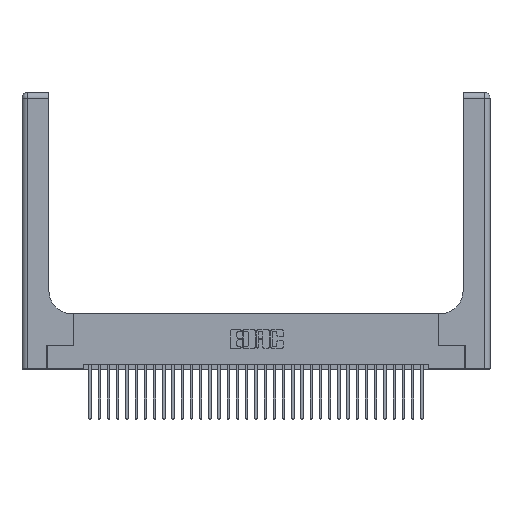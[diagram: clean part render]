
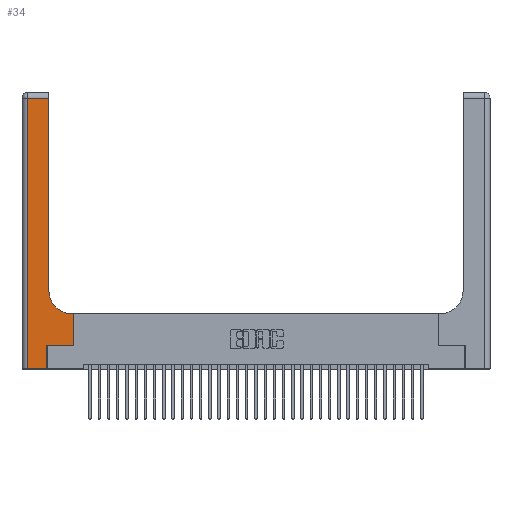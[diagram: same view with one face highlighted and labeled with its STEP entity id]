
A CAD part, top view. The second image highlights one B-rep face of the part: STEP entity #34.
In plain terms, the highlighted planar face has unit normal (0, 0, 1).
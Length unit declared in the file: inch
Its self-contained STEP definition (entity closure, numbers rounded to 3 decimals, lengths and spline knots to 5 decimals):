
#34 = ADVANCED_FACE ( 'NONE', ( #100 ), #8825, .F. ) ;
#100 = FACE_OUTER_BOUND ( 'NONE', #27002, .T. ) ;
#2259 = VERTEX_POINT ( 'NONE', #5555 ) ;
#2530 = CARTESIAN_POINT ( 'NONE',  ( 0.06, 2.94, 0.37 ) ) ;
#2754 = CARTESIAN_POINT ( 'NONE',  ( 0.06, 3., 0.37 ) ) ;
#2821 = EDGE_CURVE ( 'NONE', #9615, #15708, #14644, .T. ) ;
#4320 = LINE ( 'NONE', #17188, #17068 ) ;
#4354 = CARTESIAN_POINT ( 'NONE',  ( 0.5585, 0.6, 0.37 ) ) ;
#5555 = CARTESIAN_POINT ( 'NONE',  ( 0.5585, 0.25, 0.37 ) ) ;
#5740 = VERTEX_POINT ( 'NONE', #22740 ) ;
#5892 = VERTEX_POINT ( 'NONE', #4354 ) ;
#6259 = VECTOR ( 'NONE', #13082, 39.37008 ) ;
#6602 = DIRECTION ( 'NONE',  ( 0., 1., 0. ) ) ;
#7101 = CARTESIAN_POINT ( 'NONE',  ( 0., 3., 0.37 ) ) ;
#7113 = LINE ( 'NONE', #18484, #6259 ) ;
#7224 = DIRECTION ( 'NONE',  ( 0., 0., -1. ) ) ;
#7929 = CARTESIAN_POINT ( 'NONE',  ( 0.2915, 3., 0.37 ) ) ;
#8210 = CARTESIAN_POINT ( 'NONE',  ( 0., 0., 0.37 ) ) ;
#8825 = PLANE ( 'NONE',  #22584 ) ;
#9322 = DIRECTION ( 'NONE',  ( -1., 0., 0. ) ) ;
#9425 = EDGE_CURVE ( 'NONE', #32673, #2259, #9937, .T. ) ;
#9615 = VERTEX_POINT ( 'NONE', #2530 ) ;
#9937 = LINE ( 'NONE', #26202, #30467 ) ;
#10079 = VERTEX_POINT ( 'NONE', #15504 ) ;
#10819 = DIRECTION ( 'NONE',  ( 0., 1., 0. ) ) ;
#10987 = EDGE_CURVE ( 'NONE', #15708, #28713, #25386, .T. ) ;
#11230 = EDGE_CURVE ( 'NONE', #28713, #32673, #24955, .T. ) ;
#11611 = ORIENTED_EDGE ( 'NONE', *, *, #14435, .T. ) ;
#12569 = CARTESIAN_POINT ( 'NONE',  ( 0.5415, 0.85, 0.37 ) ) ;
#12602 = DIRECTION ( 'NONE',  ( -1., 0., 0. ) ) ;
#13082 = DIRECTION ( 'NONE',  ( -1., 0., 0. ) ) ;
#13312 = ORIENTED_EDGE ( 'NONE', *, *, #2821, .T. ) ;
#14435 = EDGE_CURVE ( 'NONE', #10079, #21357, #27706, .T. ) ;
#14644 = LINE ( 'NONE', #2754, #21819 ) ;
#15262 = DIRECTION ( 'NONE',  ( 1., 0., 0. ) ) ;
#15504 = CARTESIAN_POINT ( 'NONE',  ( 0.2915, 0.85, 0.37 ) ) ;
#15708 = VERTEX_POINT ( 'NONE', #30543 ) ;
#17068 = VECTOR ( 'NONE', #25289, 39.37008 ) ;
#17188 = CARTESIAN_POINT ( 'NONE',  ( 0.5585, 0.25, 0.37 ) ) ;
#18381 = ORIENTED_EDGE ( 'NONE', *, *, #31428, .T. ) ;
#18484 = CARTESIAN_POINT ( 'NONE',  ( 0., 2.94, 0.37 ) ) ;
#18677 = VECTOR ( 'NONE', #6602, 39.37008 ) ;
#19078 = EDGE_CURVE ( 'NONE', #5892, #5740, #27856, .T. ) ;
#19117 = VECTOR ( 'NONE', #27025, 39.37008 ) ;
#19222 = ORIENTED_EDGE ( 'NONE', *, *, #19078, .T. ) ;
#20482 = ORIENTED_EDGE ( 'NONE', *, *, #10987, .T. ) ;
#20599 = CARTESIAN_POINT ( 'NONE',  ( 0.2915, 0.6, 0.37 ) ) ;
#21357 = VERTEX_POINT ( 'NONE', #31104 ) ;
#21777 = DIRECTION ( 'NONE',  ( 0., -1., 0. ) ) ;
#21819 = VECTOR ( 'NONE', #21777, 39.37008 ) ;
#21957 = CARTESIAN_POINT ( 'NONE',  ( 0.269, 0.25, 0.37 ) ) ;
#22159 = ORIENTED_EDGE ( 'NONE', *, *, #11230, .T. ) ;
#22494 = CIRCLE ( 'NONE', #33235, 0.25 ) ;
#22584 = AXIS2_PLACEMENT_3D ( 'NONE', #7101, #7224, #9322 ) ;
#22740 = CARTESIAN_POINT ( 'NONE',  ( 0.5415, 0.6, 0.37 ) ) ;
#22842 = CARTESIAN_POINT ( 'NONE',  ( 0.269, 0., 0.37 ) ) ;
#23532 = DIRECTION ( 'NONE',  ( 1., 0., 0. ) ) ;
#24955 = LINE ( 'NONE', #22842, #18677 ) ;
#25289 = DIRECTION ( 'NONE',  ( 0., 1., 0. ) ) ;
#25386 = LINE ( 'NONE', #8210, #19117 ) ;
#26202 = CARTESIAN_POINT ( 'NONE',  ( 0.269, 0.25, 0.37 ) ) ;
#26869 = VECTOR ( 'NONE', #10819, 39.37008 ) ;
#27002 = EDGE_LOOP ( 'NONE', ( #11611, #33808, #13312, #20482, #22159, #30893, #18381, #19222, #33396 ) ) ;
#27025 = DIRECTION ( 'NONE',  ( 1., 0., 0. ) ) ;
#27706 = LINE ( 'NONE', #7929, #26869 ) ;
#27856 = LINE ( 'NONE', #20599, #34109 ) ;
#28373 = EDGE_CURVE ( 'NONE', #21357, #9615, #7113, .T. ) ;
#28713 = VERTEX_POINT ( 'NONE', #30460 ) ;
#30460 = CARTESIAN_POINT ( 'NONE',  ( 0.269, 0., 0.37 ) ) ;
#30467 = VECTOR ( 'NONE', #23532, 39.37008 ) ;
#30543 = CARTESIAN_POINT ( 'NONE',  ( 0.06, 0., 0.37 ) ) ;
#30893 = ORIENTED_EDGE ( 'NONE', *, *, #9425, .T. ) ;
#31104 = CARTESIAN_POINT ( 'NONE',  ( 0.2915, 2.94, 0.37 ) ) ;
#31262 = DIRECTION ( 'NONE',  ( 0., 0., -1. ) ) ;
#31428 = EDGE_CURVE ( 'NONE', #2259, #5892, #4320, .T. ) ;
#32393 = EDGE_CURVE ( 'NONE', #5740, #10079, #22494, .T. ) ;
#32673 = VERTEX_POINT ( 'NONE', #21957 ) ;
#33235 = AXIS2_PLACEMENT_3D ( 'NONE', #12569, #31262, #15262 ) ;
#33396 = ORIENTED_EDGE ( 'NONE', *, *, #32393, .T. ) ;
#33808 = ORIENTED_EDGE ( 'NONE', *, *, #28373, .T. ) ;
#34109 = VECTOR ( 'NONE', #12602, 39.37008 ) ;
